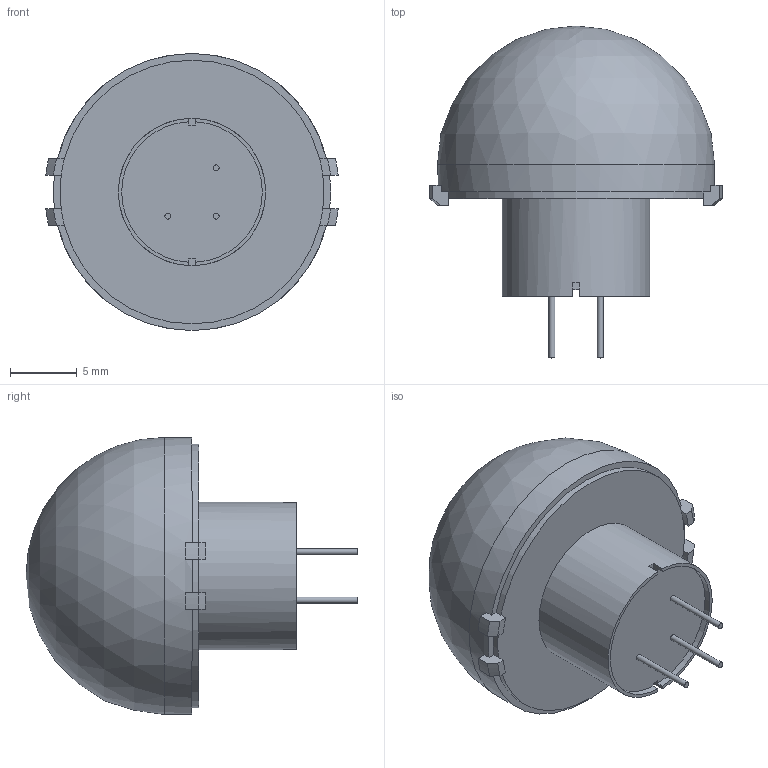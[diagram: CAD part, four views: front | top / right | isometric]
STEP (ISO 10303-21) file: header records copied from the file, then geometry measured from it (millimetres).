
FILE_DESCRIPTION(/* description */ (''),/* implementation_level */ '2;1');
FILE_NAME(/* name */ 'Wall Installation Type Panasonic PIR Sensor v2.step',/* time_stamp */ '2022-04-28T22:55:32+05:00',/* author */ (''),/* organization */ (''),/* preprocessor_version */ 'ST-DEVELOPER v18.1',/* originating_system */ 'Autodesk Translation Framework v10.14.0.1471',/* authorisation */ '');
FILE_SCHEMA (('AUTOMOTIVE_DESIGN { 1 0 10303 214 3 1 1 }'));
Length unit declared in the file: millimetre
Products named in the file (1): Wall Installation Type Panasonic PIR Sensor
Bounding box: 21.86 x 24.8 x 20.7 mm (x, y, z)
Volume: 3823.6 mm3; surface area: 1485.7 mm2
Topology: 1 solids, 1 shells, 59 faces, 154 edges, 100 vertices
Faces by surface type: plane 35, cylinder 19, bspline 4, sphere 1
Full cylindrical faces by diameter (mm): 0.45 x3, 11 x1, 20.7 x1
Entity records: 1916 total; most frequent: CARTESIAN_POINT 373, DIRECTION 321, ORIENTED_EDGE 306, EDGE_CURVE 153, AXIS2_PLACEMENT_3D 112, VERTEX_POINT 100, LINE 97, VECTOR 97
